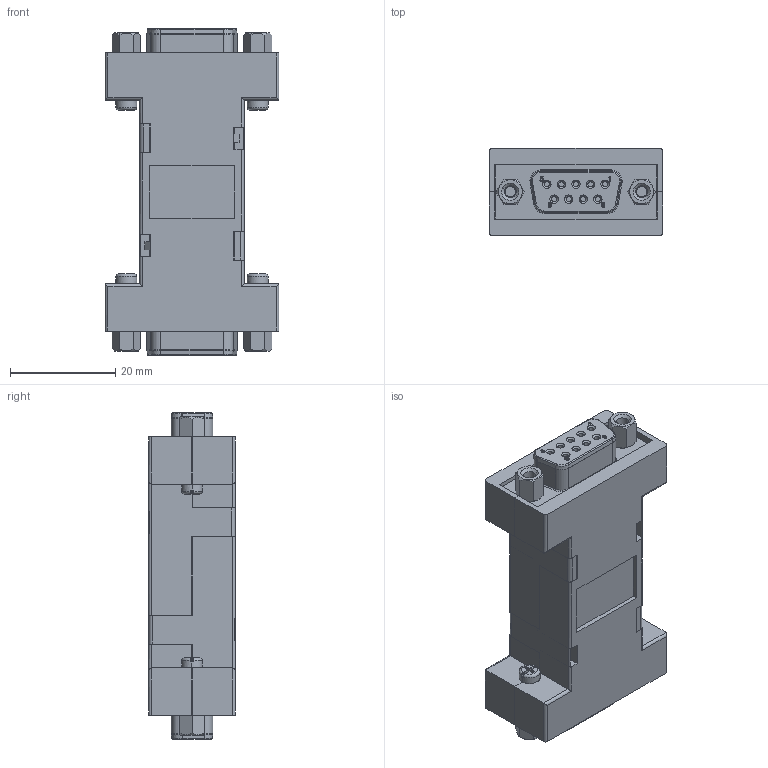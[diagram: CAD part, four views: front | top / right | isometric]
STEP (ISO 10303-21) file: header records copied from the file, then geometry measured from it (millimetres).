
FILE_DESCRIPTION (( 'STEP AP214' ), '1' );
FILE_NAME ('DIY9FF_3D.STEP', '2020-10-23T14:31:58', ( '' ), ( '' ), 'SwSTEP 2.0', 'SolidWorks 2018', '' );
FILE_SCHEMA (( 'AUTOMOTIVE_DESIGN' ));
Length unit declared in the file: inch
Products named in the file (5): DIY9FF-MA2 WINS; DIY9FF-MA1 WINS; 1AC08-017___; SDH-PROD_CSMUZ CABLE ASSEMBLIES; DIY9FF_3D
Assembly tree (12 placements, depth 2):
  DIY9FF_3D
    DIY9FF-MA1 WINS  x2
    1AC08-017___  x2
    DIY9FF-MA2 WINS  x4
    SDH-PROD_CSMUZ CABLE ASSEMBLIES  x4
Bounding box: 33 x 16.5 x 62.3 mm (x, y, z)
Volume: 11622.8 mm3; surface area: 17642.1 mm2
Topology: 14 solids, 14 shells, 1518 faces, 3802 edges, 2412 vertices
Faces by surface type: plane 716, cylinder 386, cone 158, bspline 152, torus 90, sphere 16
Entity records: 26470 total; most frequent: CARTESIAN_POINT 9129, ORIENTED_EDGE 3410, DIRECTION 3104, EDGE_CURVE 1705, VERTEX_POINT 1092, AXIS2_PLACEMENT_3D 1045, VECTOR 1014, LINE 1014
